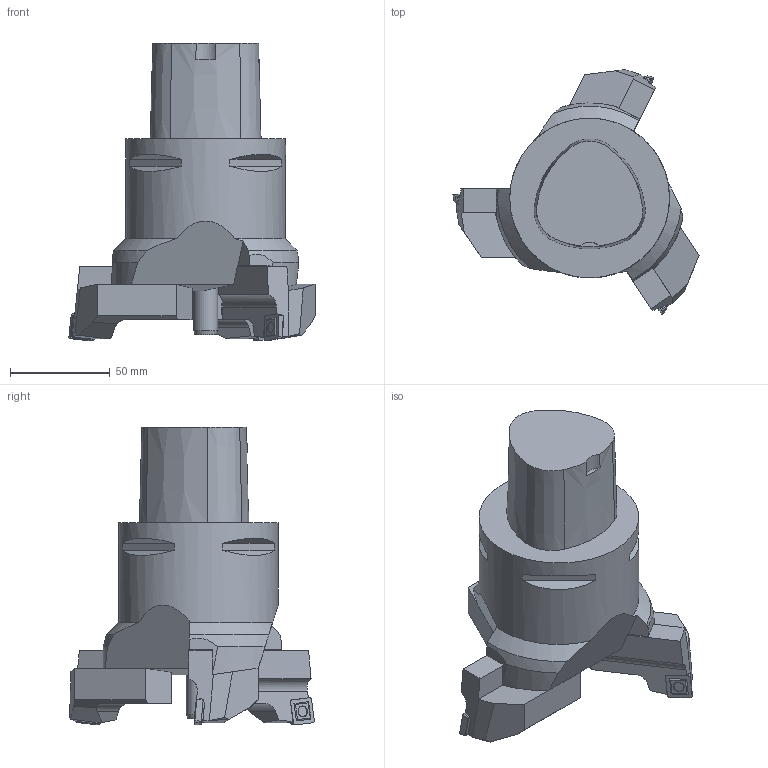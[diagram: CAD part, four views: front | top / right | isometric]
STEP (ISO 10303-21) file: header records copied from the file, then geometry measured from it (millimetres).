
FILE_DESCRIPTION(/* description */ (''),/* implementation_level */ '2;1');
FILE_NAME(/* name */ '1566380108503.stp',/* time_stamp */ '2019-08-21T11:35:15+02:00',/* author */ (''),/* organization */ ('SMS'),/* preprocessor_version */ 'ST-DEVELOPER v16.7',/* originating_system */ 'SIEMENS PLM Software NX 12.0',/* authorisation */ '');
FILE_SCHEMA (('AUTOMOTIVE_DESIGN { 1 0 10303 214 3 1 1 1 }'));
Length unit declared in the file: millimetre
Products named in the file (7): ASSEMBLY_CONSTRUCTION; 201012610mod000_00; 201024083mod000_00; 200956896mod000_01; 201024093mod000_01; 201083046mod000_01
Assembly tree (8 placements, depth 3):
  201083046mod000_01
    200956896mod000_01
    201024093mod000_01  x3
      201024083mod000_00
      201012610mod000_00
      ASSEMBLY_CONSTRUCTION
    ASSEMBLY_CONSTRUCTION
Bounding box: 123.25 x 122.54 x 149.21 mm (x, y, z)
Volume: 577714.5 mm3; surface area: 66838 mm2
Topology: 7 solids, 7 shells, 252 faces, 680 edges, 488 vertices
Faces by surface type: plane 167, cone 43, torus 24, cylinder 18
Full cylindrical faces by diameter (mm): 4 x6, 12.012 x1, 80 x1
Entity records: 4110 total; most frequent: CARTESIAN_POINT 786, DIRECTION 649, ORIENTED_EDGE 608, EDGE_CURVE 304, AXIS2_PLACEMENT_3D 229, VERTEX_POINT 220, LINE 191, VECTOR 191
